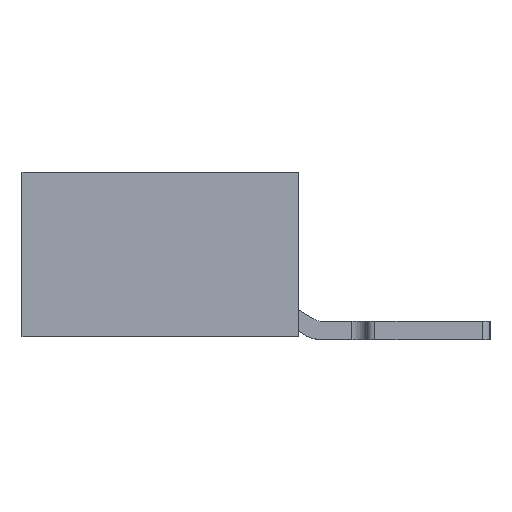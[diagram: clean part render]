
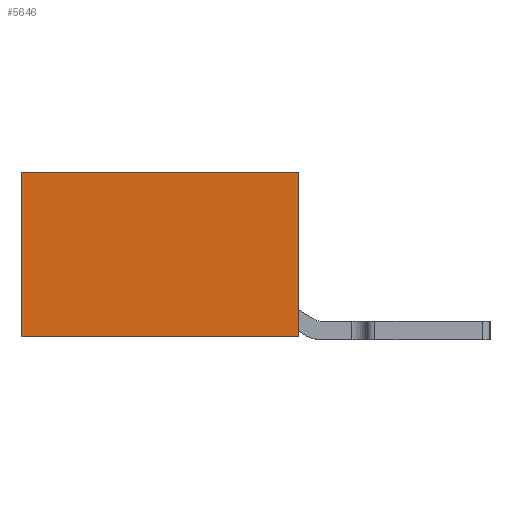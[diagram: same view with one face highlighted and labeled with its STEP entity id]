
A CAD part, left-side view. The second image highlights one B-rep face of the part: STEP entity #5646.
In plain terms, the highlighted planar face has unit normal (-1, 0, 0).
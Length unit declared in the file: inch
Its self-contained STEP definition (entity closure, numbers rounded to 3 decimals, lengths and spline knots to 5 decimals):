
#145 = EDGE_LOOP ( 'NONE', ( #6524, #10255, #8380, #6955 ) ) ;
#214 = DIRECTION ( 'NONE',  ( 1., 0., 0. ) ) ;
#235 = LINE ( 'NONE', #4080, #10031 ) ;
#417 = LINE ( 'NONE', #9451, #12671 ) ;
#434 = VERTEX_POINT ( 'NONE', #2884 ) ;
#527 = CARTESIAN_POINT ( 'NONE',  ( 0., 0., 0.42126 ) ) ;
#885 = CARTESIAN_POINT ( 'NONE',  ( 0., 0.35433, 0. ) ) ;
#1920 = DIRECTION ( 'NONE',  ( 0., -1., 0. ) ) ;
#2884 = CARTESIAN_POINT ( 'NONE',  ( 0., 0., 0. ) ) ;
#3073 = EDGE_CURVE ( 'NONE', #5007, #11767, #417, .T. ) ;
#3211 = PLANE ( 'NONE',  #5961 ) ;
#3682 = CARTESIAN_POINT ( 'NONE',  ( 0., 0.70866, 0.42126 ) ) ;
#4080 = CARTESIAN_POINT ( 'NONE',  ( 0., 0., 0.21063 ) ) ;
#4173 = CARTESIAN_POINT ( 'NONE',  ( 0., 0.70866, 0. ) ) ;
#4313 = DIRECTION ( 'NONE',  ( 0., 0., -1. ) ) ;
#4489 = EDGE_CURVE ( 'NONE', #11767, #10828, #10738, .T. ) ;
#4596 = LINE ( 'NONE', #885, #8292 ) ;
#5007 = VERTEX_POINT ( 'NONE', #4173 ) ;
#5322 = DIRECTION ( 'NONE',  ( 0., 0., 1. ) ) ;
#5438 = VECTOR ( 'NONE', #1920, 39.37008 ) ;
#5646 = ADVANCED_FACE ( 'NONE', ( #7238 ), #3211, .F. ) ;
#5961 = AXIS2_PLACEMENT_3D ( 'NONE', #11119, #214, #4313 ) ;
#6524 = ORIENTED_EDGE ( 'NONE', *, *, #10379, .T. ) ;
#6955 = ORIENTED_EDGE ( 'NONE', *, *, #8968, .T. ) ;
#7238 = FACE_OUTER_BOUND ( 'NONE', #145, .T. ) ;
#8292 = VECTOR ( 'NONE', #8544, 39.37008 ) ;
#8380 = ORIENTED_EDGE ( 'NONE', *, *, #3073, .F. ) ;
#8544 = DIRECTION ( 'NONE',  ( 0., -1., 0. ) ) ;
#8968 = EDGE_CURVE ( 'NONE', #5007, #434, #4596, .T. ) ;
#9451 = CARTESIAN_POINT ( 'NONE',  ( 0., 0.70866, 0.21063 ) ) ;
#10031 = VECTOR ( 'NONE', #5322, 39.37008 ) ;
#10255 = ORIENTED_EDGE ( 'NONE', *, *, #4489, .F. ) ;
#10379 = EDGE_CURVE ( 'NONE', #434, #10828, #235, .T. ) ;
#10537 = DIRECTION ( 'NONE',  ( 0., 0., 1. ) ) ;
#10738 = LINE ( 'NONE', #11720, #5438 ) ;
#10828 = VERTEX_POINT ( 'NONE', #527 ) ;
#11119 = CARTESIAN_POINT ( 'NONE',  ( 0., 0.35433, 0.21063 ) ) ;
#11720 = CARTESIAN_POINT ( 'NONE',  ( 0., 0.35433, 0.42126 ) ) ;
#11767 = VERTEX_POINT ( 'NONE', #3682 ) ;
#12671 = VECTOR ( 'NONE', #10537, 39.37008 ) ;
